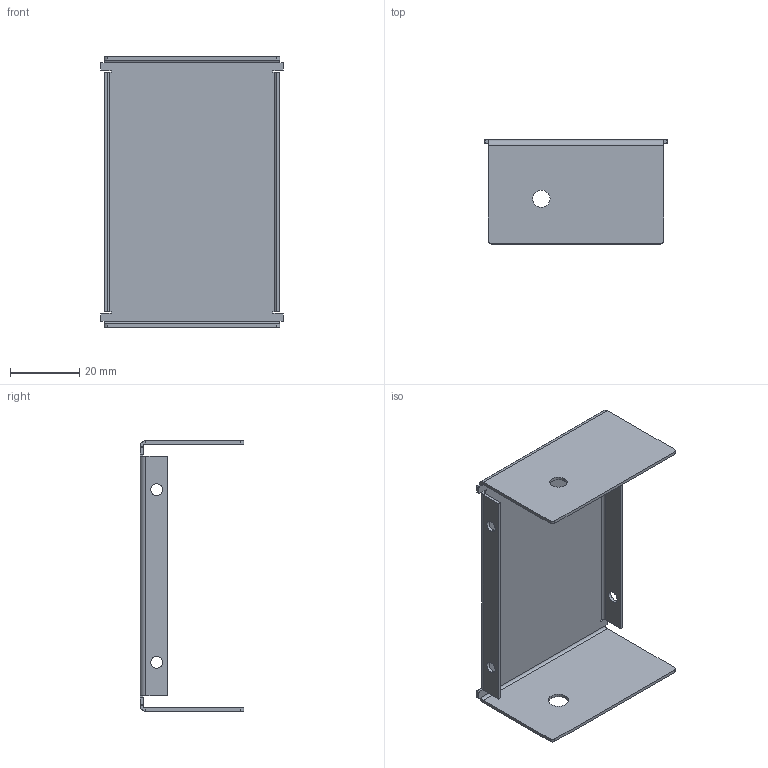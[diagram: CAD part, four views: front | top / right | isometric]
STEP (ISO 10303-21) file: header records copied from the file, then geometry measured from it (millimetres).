
FILE_DESCRIPTION (( 'STEP AP203' ), '1' );
FILE_NAME ('CaseLid.STEP', '2019-02-03T04:48:28', ( '' ), ( '' ), 'SwSTEP 2.0', 'SolidWorks 2017', '' );
FILE_SCHEMA (( 'CONFIG_CONTROL_DESIGN' ));
Length unit declared in the file: millimetre
Products named in the file (1): CaseLid
Bounding box: 52.8 x 30 x 78.2 mm (x, y, z)
Volume: 6938.7 mm3; surface area: 15867.8 mm2
Topology: 1 solids, 1 shells, 90 faces, 232 edges, 144 vertices
Faces by surface type: plane 58, cylinder 32
Entity records: 2805 total; most frequent: DIRECTION 478, CARTESIAN_POINT 467, ORIENTED_EDGE 464, EDGE_CURVE 232, VECTOR 168, LINE 168, AXIS2_PLACEMENT_3D 155, VERTEX_POINT 144
